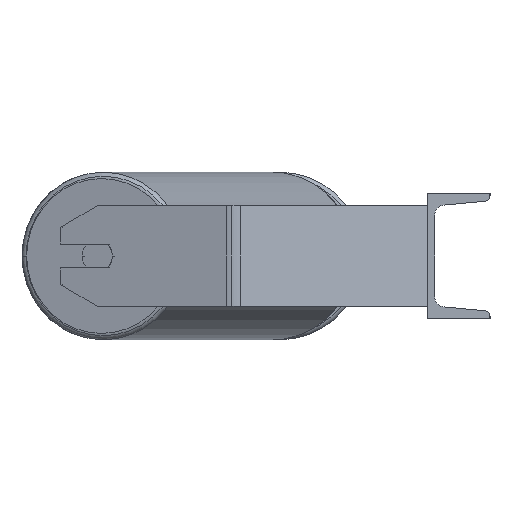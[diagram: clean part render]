
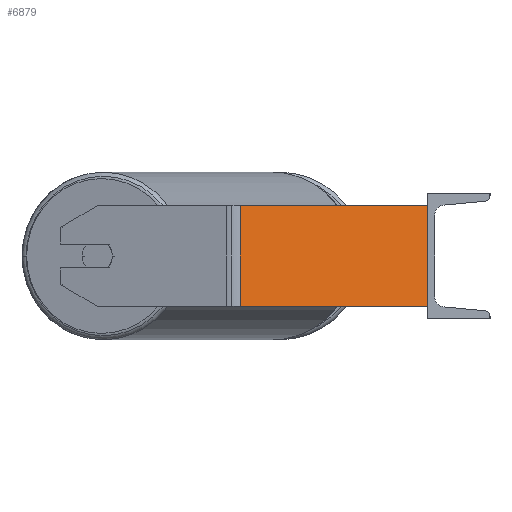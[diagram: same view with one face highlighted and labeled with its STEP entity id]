
A CAD part, left-side view. The second image highlights one B-rep face of the part: STEP entity #6879.
In plain terms, the highlighted planar face has unit normal (-0.906, -0.423, 0).
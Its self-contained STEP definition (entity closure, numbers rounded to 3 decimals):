
#291 = EDGE_CURVE ( 'NONE', #6365, #7071, #561, .T. ) ;
#561 = LINE ( 'NONE', #7495, #7322 ) ;
#798 = PLANE ( 'NONE',  #1772 ) ;
#1592 = VERTEX_POINT ( 'NONE', #2082 ) ;
#1631 = VECTOR ( 'NONE', #3049, 1000. ) ;
#1639 = VECTOR ( 'NONE', #1718, 1000. ) ;
#1718 = DIRECTION ( 'NONE',  ( 0., 0., -1. ) ) ;
#1772 = AXIS2_PLACEMENT_3D ( 'NONE', #6622, #5928, #2432 ) ;
#2082 = CARTESIAN_POINT ( 'NONE',  ( -854.256, 148.521, 40. ) ) ;
#2231 = LINE ( 'NONE', #4959, #3743 ) ;
#2315 = VERTEX_POINT ( 'NONE', #3347 ) ;
#2432 = DIRECTION ( 'NONE',  ( -0.423, 0.906, 0. ) ) ;
#3049 = DIRECTION ( 'NONE',  ( 0., 0., -1. ) ) ;
#3347 = CARTESIAN_POINT ( 'NONE',  ( -785., 0., 40. ) ) ;
#3355 = EDGE_CURVE ( 'NONE', #1592, #2315, #2231, .T. ) ;
#3593 = CARTESIAN_POINT ( 'NONE',  ( -854.256, 148.521, -40. ) ) ;
#3665 = CARTESIAN_POINT ( 'NONE',  ( -785., 0., 40. ) ) ;
#3743 = VECTOR ( 'NONE', #8381, 1000. ) ;
#3807 = FACE_OUTER_BOUND ( 'NONE', #7411, .T. ) ;
#4242 = LINE ( 'NONE', #7051, #1639 ) ;
#4959 = CARTESIAN_POINT ( 'NONE',  ( -856.718, 153.799, 40. ) ) ;
#5104 = ORIENTED_EDGE ( 'NONE', *, *, #7240, .F. ) ;
#5479 = DIRECTION ( 'NONE',  ( 0.423, -0.906, 0. ) ) ;
#5642 = ORIENTED_EDGE ( 'NONE', *, *, #3355, .F. ) ;
#5928 = DIRECTION ( 'NONE',  ( 0.906, 0.423, 0. ) ) ;
#6026 = LINE ( 'NONE', #3665, #1631 ) ;
#6365 = VERTEX_POINT ( 'NONE', #3593 ) ;
#6622 = CARTESIAN_POINT ( 'NONE',  ( -856.718, 153.799, 40. ) ) ;
#6879 = ADVANCED_FACE ( 'NONE', ( #3807 ), #798, .F. ) ;
#6902 = ORIENTED_EDGE ( 'NONE', *, *, #291, .T. ) ;
#7051 = CARTESIAN_POINT ( 'NONE',  ( -854.256, 148.521, 40. ) ) ;
#7071 = VERTEX_POINT ( 'NONE', #8695 ) ;
#7240 = EDGE_CURVE ( 'NONE', #2315, #7071, #6026, .T. ) ;
#7322 = VECTOR ( 'NONE', #5479, 1000. ) ;
#7411 = EDGE_LOOP ( 'NONE', ( #6902, #5104, #5642, #7550 ) ) ;
#7495 = CARTESIAN_POINT ( 'NONE',  ( -856.718, 153.799, -40. ) ) ;
#7550 = ORIENTED_EDGE ( 'NONE', *, *, #7742, .T. ) ;
#7742 = EDGE_CURVE ( 'NONE', #1592, #6365, #4242, .T. ) ;
#8381 = DIRECTION ( 'NONE',  ( 0.423, -0.906, 0. ) ) ;
#8695 = CARTESIAN_POINT ( 'NONE',  ( -785., 0., -40. ) ) ;
